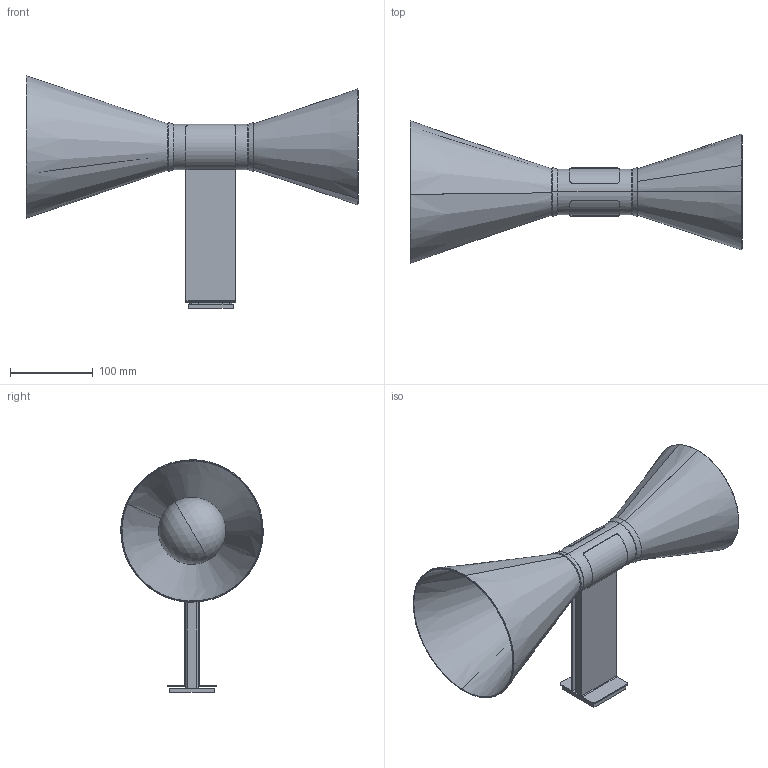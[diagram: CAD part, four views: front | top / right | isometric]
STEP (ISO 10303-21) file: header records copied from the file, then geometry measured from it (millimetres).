
FILE_DESCRIPTION (( 'STEP AP214' ), '1' );
FILE_NAME ('3D_APPLIQUE_DE_MARSEILLE.STEP', '2018-03-12T09:31:48', ( 'Utente' ), ( '' ), 'SwSTEP 2.0', 'SolidWorks 2016', '' );
FILE_SCHEMA (( 'AUTOMOTIVE_DESIGN' ));
Length unit declared in the file: millimetre
Products named in the file (4): Group3^3D_APPLIQUE_DE_MARSEILLE; Group2^3D_APPLIQUE_DE_MARSEILLE; Group1^3D_APPLIQUE_DE_MARSEILLE; 3D_APPLIQUE_DE_MARSEILLE
Assembly tree (3 placements, depth 2):
  3D_APPLIQUE_DE_MARSEILLE
    Group1^3D_APPLIQUE_DE_MARSEILLE
    Group2^3D_APPLIQUE_DE_MARSEILLE
    Group3^3D_APPLIQUE_DE_MARSEILLE
Bounding box: 400.26 x 171.89 x 280.45 mm (x, y, z)
Volume: 1113936.1 mm3; surface area: 591591.3 mm2
Topology: 6 solids, 6 shells, 171 faces, 394 edges, 238 vertices
Faces by surface type: plane 63, cone 44, cylinder 40, torus 20, sphere 4
Entity records: 5359 total; most frequent: CARTESIAN_POINT 905, DIRECTION 898, ORIENTED_EDGE 768, EDGE_CURVE 384, AXIS2_PLACEMENT_3D 345, VERTEX_POINT 232, VECTOR 208, LINE 208
